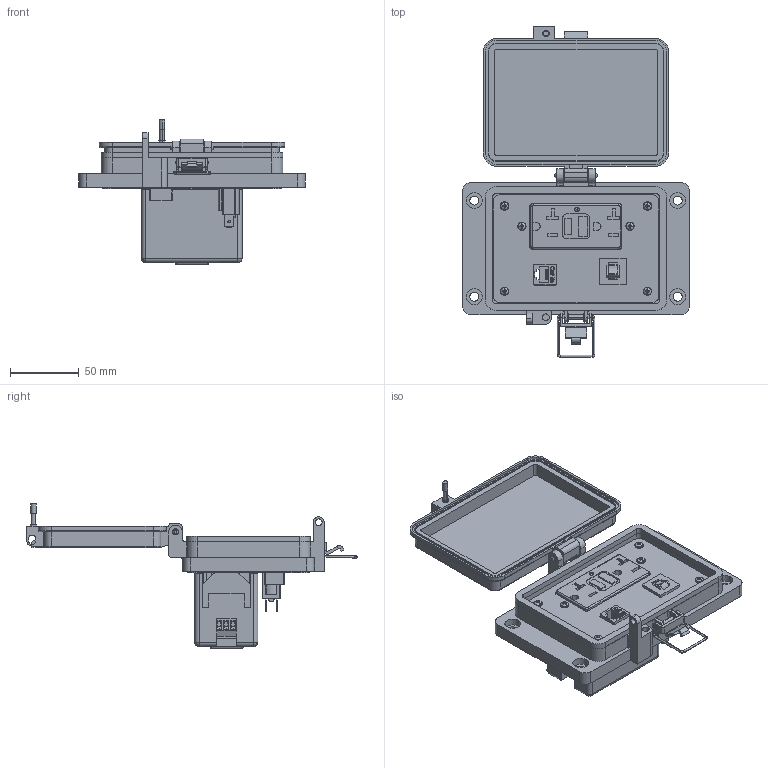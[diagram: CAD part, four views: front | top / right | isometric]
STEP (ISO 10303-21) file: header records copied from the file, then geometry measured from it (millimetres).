
FILE_DESCRIPTION (( 'STEP AP214' ), '1' );
FILE_NAME ('P-R2-M2RF10_3D.STEP', '2017-09-01T15:13:43', ( '' ), ( '' ), 'SwSTEP 2.0', 'SolidWorks 2017', '' );
FILE_SCHEMA (( 'AUTOMOTIVE_DESIGN' ));
Length unit declared in the file: millimetre
Products named in the file (12): Z-200-OTLT-RIOF_RF Clipped; Z-CB-SM; R2; Z-300-RJ45CAT5; P-R2-M2RF10_FP; 90272A106_ZINC-PLTD STL PAN HEAD PHILLIPS MACHINE SCREW_90272A106; P-R2-M2RF10_TP; P-R2-M2RF10_BP; P-R2-M2RF10_3D; 92005A124_METRIC PAN HEAD PHILLIPS MACHINE SCREW_92005A124; H-X-M2; RF_RF Clipped
Assembly tree (17 placements, depth 3):
  P-R2-M2RF10_3D
    P-R2-M2RF10_BP
    P-R2-M2RF10_TP
    90272A106_ZINC-PLTD STL PAN HEAD PHILLIPS MACHINE SCREW_90272A106  x2
    P-R2-M2RF10_FP
    R2
      Z-300-RJ45CAT5
    Z-CB-SM
    RF_RF Clipped
      Z-200-OTLT-RIOF_RF Clipped
    H-X-M2
    92005A124_METRIC PAN HEAD PHILLIPS MACHINE SCREW_92005A124  x6
Bounding box: 164.96 x 240.59 x 104.92 mm (x, y, z)
Volume: 342658.8 mm3; surface area: 192148.8 mm2
Topology: 26 solids, 26 shells, 3396 faces, 9485 edges, 6258 vertices
Faces by surface type: plane 1520, cylinder 1513, bspline 234, cone 81, torus 32, sphere 16
Entity records: 101781 total; most frequent: CARTESIAN_POINT 26551, ORIENTED_EDGE 13120, DIRECTION 10997, EDGE_CURVE 6560, VECTOR 4357, LINE 4357, VERTEX_POINT 4320, AXIS2_PLACEMENT_3D 3320
